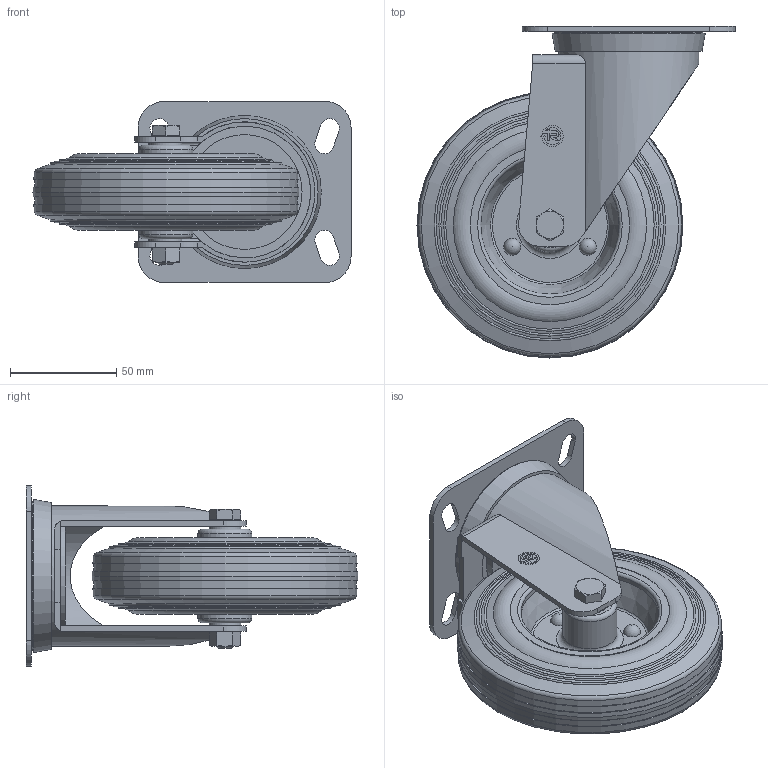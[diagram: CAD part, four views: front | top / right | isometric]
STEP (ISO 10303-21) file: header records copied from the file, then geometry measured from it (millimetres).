
FILE_DESCRIPTION(/* description */ ('RUOTA D.125 GIREV. C/P S/F '),/* implementation_level */ '2;1');
FILE_NAME(/* name */ 'CRUST0000041.stp',/* time_stamp */ '2022-11-16T16:50:33+01:00',/* author */ ('tecnico7'),/* organization */ (''),/* preprocessor_version */ 'ST-DEVELOPER v18.1',/* originating_system */ 'Autodesk Inventor 2022',/* authorisation */ ' ');
FILE_SCHEMA (('AUTOMOTIVE_DESIGN { 1 0 10303 214 3 1 1 }'));
Length unit declared in the file: millimetre
Products named in the file (6): CRUST0000041; 440000002547; 440000002546; 440000002545; 440000002544; 440000002543
Assembly tree (5 placements, depth 2):
  CRUST0000041
    440000002547
    440000002546
    440000002545
    440000002544
    440000002543
Bounding box: 149.5 x 156 x 85 mm (x, y, z)
Volume: 386636.6 mm3; surface area: 95176.1 mm2
Topology: 5 solids, 5 shells, 265 faces, 641 edges, 412 vertices
Faces by surface type: plane 136, cylinder 54, cone 41, torus 28, sphere 6
Full cylindrical faces by diameter (mm): 6.647 x1, 8 x4, 11.47 x1, 12 x1, 15 x3, 15.5 x1, 18 x2, 25.4 x2, 54 x1, 62 x1, 65 x2, 66 x1, 75 x2
Entity records: 8260 total; most frequent: CARTESIAN_POINT 1439, DIRECTION 1391, ORIENTED_EDGE 1270, EDGE_CURVE 635, AXIS2_PLACEMENT_3D 520, VERTEX_POINT 412, LINE 351, VECTOR 351
